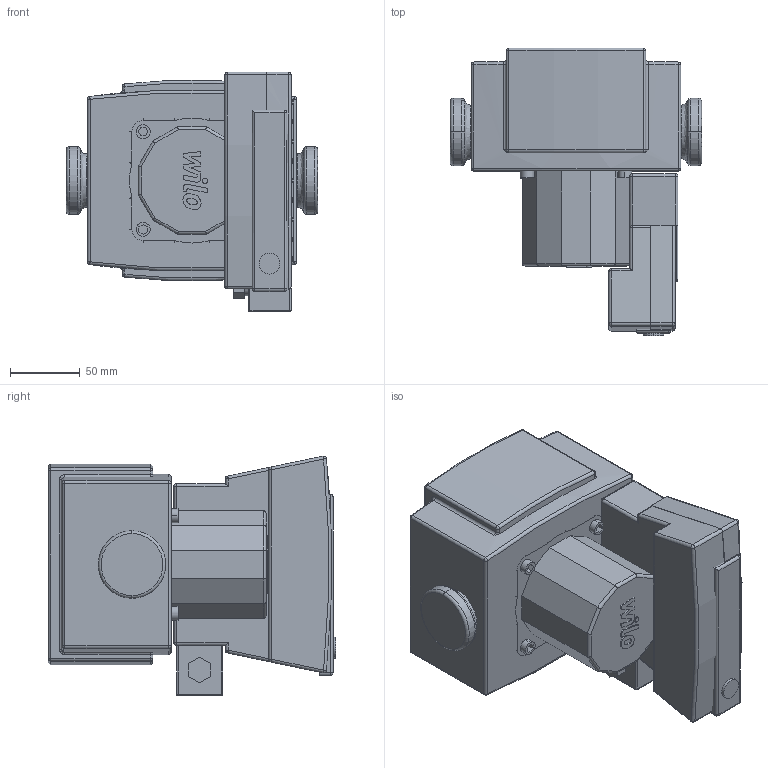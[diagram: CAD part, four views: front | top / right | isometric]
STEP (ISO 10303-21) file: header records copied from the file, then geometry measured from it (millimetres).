
FILE_DESCRIPTION((''),'2;1');
FILE_NAME('3d_StratosECO-BMS25_1-5-4092514.stp','2014-09-03T12:38:54',(''),(''),'Mechanical Desktop 2009','Mechanical Desktop 2009',', , ');
FILE_SCHEMA(('CONFIG_CONTROL_DESIGN'));
Length unit declared in the file: millimetre
Products named in the file (1): Product
Bounding box: 180 x 206 x 171.59 mm (x, y, z)
Volume: 2983647.2 mm3; surface area: 238133 mm2
Topology: 10 solids, 10 shells, 450 faces, 1092 edges, 623 vertices
Faces by surface type: cylinder 159, plane 144, bspline 67, sphere 52, torus 28
Entity records: 14235 total; most frequent: CARTESIAN_POINT 4083, ORIENTED_EDGE 2084, DIRECTION 2082, EDGE_CURVE 1042, AXIS2_PLACEMENT_3D 740, VERTEX_POINT 623, VECTOR 602, LINE 602
